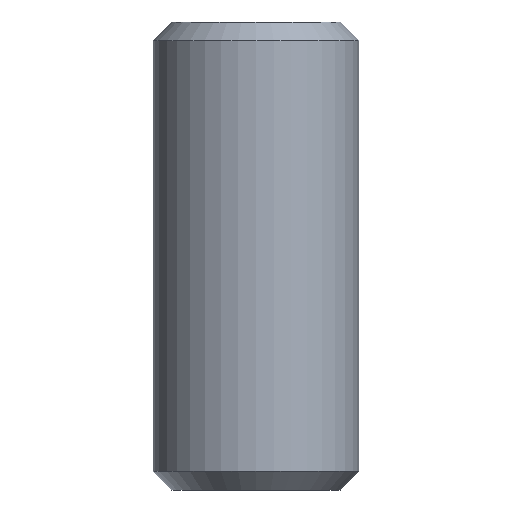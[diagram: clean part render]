
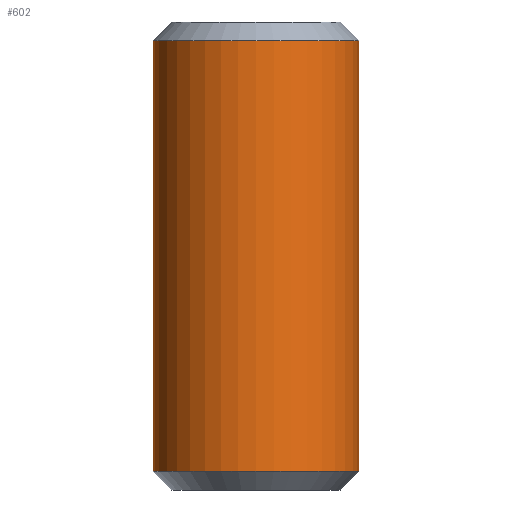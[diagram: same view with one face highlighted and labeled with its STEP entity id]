
A CAD part, front view. The second image highlights one B-rep face of the part: STEP entity #602.
In plain terms, the highlighted cylindrical face has radius 5.5 mm (diameter 11 mm), a full revolution.
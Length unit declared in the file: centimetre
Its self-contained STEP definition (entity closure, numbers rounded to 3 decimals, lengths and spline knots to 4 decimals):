
#392=CIRCLE('',#623,0.55);
#393=CIRCLE('',#624,0.55);
#403=VERTEX_POINT('',#804);
#405=VERTEX_POINT('',#875);
#406=VERTEX_POINT('',#878);
#407=VERTEX_POINT('',#880);
#429=B_SPLINE_CURVE_WITH_KNOTS('',3,(#770,#771,#772,#773,#774,#775,#776,
#777,#778,#779,#780,#781,#782,#783,#784,#785,#786,#787,#788,#789,#790,#791,
#792,#793,#794,#795,#796,#797,#798,#799,#800,#801,#802,#803),
 .UNSPECIFIED.,.T.,.U.,(4,2,2,2,2,2,2,2,2,2,2,2,2,2,2,2,4),(0.,0.0568,
0.1136,0.1704,0.2273,0.2841,
0.3409,0.3977,0.4545,0.5113,
0.5682,0.625,0.6818,0.7386,
0.7954,0.8522,0.909),.UNSPECIFIED.);
#431=B_SPLINE_CURVE_WITH_KNOTS('',3,(#841,#842,#843,#844,#845,#846,#847,
#848,#849,#850,#851,#852,#853,#854,#855,#856,#857,#858,#859,#860,#861,#862,
#863,#864,#865,#866,#867,#868,#869,#870,#871,#872,#873,#874),
 .UNSPECIFIED.,.T.,.U.,(4,2,2,2,2,2,2,2,2,2,2,2,2,2,2,2,4),(0.,0.0568,
0.1136,0.1704,0.2273,0.2841,
0.3409,0.3977,0.4545,0.5113,
0.5682,0.625,0.6818,0.7386,
0.7954,0.8522,0.909),.UNSPECIFIED.);
#433=EDGE_CURVE('',#403,#403,#429,.T.);
#435=EDGE_CURVE('',#405,#405,#431,.T.);
#436=EDGE_CURVE('',#406,#406,#392,.T.);
#437=EDGE_CURVE('',#407,#407,#393,.T.);
#468=ORIENTED_EDGE('',*,*,#436,.F.);
#469=ORIENTED_EDGE('',*,*,#437,.F.);
#470=ORIENTED_EDGE('',*,*,#435,.T.);
#471=ORIENTED_EDGE('',*,*,#433,.T.);
#532=EDGE_LOOP('',(#468));
#533=EDGE_LOOP('',(#469));
#534=EDGE_LOOP('',(#470));
#535=EDGE_LOOP('',(#471));
#568=FACE_BOUND('',#532,.T.);
#569=FACE_BOUND('',#533,.T.);
#570=FACE_BOUND('',#534,.T.);
#571=FACE_BOUND('',#535,.T.);
#602=ADVANCED_FACE('',(#568,#569,#570,#571),#952,.T.);
#622=AXIS2_PLACEMENT_3D('',#876,#660,#661);
#623=AXIS2_PLACEMENT_3D('',#877,#662,#663);
#624=AXIS2_PLACEMENT_3D('',#879,#664,#665);
#660=DIRECTION('',(0.,0.,1.));
#661=DIRECTION('',(0.55,0.,0.));
#662=DIRECTION('',(0.,0.,-1.));
#663=DIRECTION('',(-0.55,0.,0.));
#664=DIRECTION('',(0.,0.,1.));
#665=DIRECTION('',(-0.55,0.,0.));
#770=CARTESIAN_POINT('',(-0.15,0.5292,0.725));
#771=CARTESIAN_POINT('',(-0.15,0.5292,0.7061));
#772=CARTESIAN_POINT('',(-0.1462,0.5303,0.6859));
#773=CARTESIAN_POINT('',(-0.1309,0.5343,0.649));
#774=CARTESIAN_POINT('',(-0.1193,0.5371,0.6322));
#775=CARTESIAN_POINT('',(-0.0928,0.5423,0.6057));
#776=CARTESIAN_POINT('',(-0.076,0.545,0.5941));
#777=CARTESIAN_POINT('',(-0.0391,0.5489,0.5788));
#778=CARTESIAN_POINT('',(-0.0189,0.55,0.575));
#779=CARTESIAN_POINT('',(0.0189,0.55,0.575));
#780=CARTESIAN_POINT('',(0.0391,0.5489,0.5788));
#781=CARTESIAN_POINT('',(0.076,0.545,0.5941));
#782=CARTESIAN_POINT('',(0.0928,0.5423,0.6057));
#783=CARTESIAN_POINT('',(0.1193,0.5371,0.6322));
#784=CARTESIAN_POINT('',(0.1309,0.5343,0.649));
#785=CARTESIAN_POINT('',(0.1462,0.5303,0.6859));
#786=CARTESIAN_POINT('',(0.15,0.5292,0.7061));
#787=CARTESIAN_POINT('',(0.15,0.5292,0.7439));
#788=CARTESIAN_POINT('',(0.1462,0.5303,0.7641));
#789=CARTESIAN_POINT('',(0.1309,0.5343,0.801));
#790=CARTESIAN_POINT('',(0.1193,0.5371,0.8178));
#791=CARTESIAN_POINT('',(0.0928,0.5423,0.8443));
#792=CARTESIAN_POINT('',(0.076,0.545,0.8559));
#793=CARTESIAN_POINT('',(0.0391,0.5489,0.8712));
#794=CARTESIAN_POINT('',(0.0189,0.55,0.875));
#795=CARTESIAN_POINT('',(-0.0189,0.55,0.875));
#796=CARTESIAN_POINT('',(-0.0391,0.5489,0.8712));
#797=CARTESIAN_POINT('',(-0.076,0.545,0.8559));
#798=CARTESIAN_POINT('',(-0.0928,0.5423,0.8443));
#799=CARTESIAN_POINT('',(-0.1193,0.5371,0.8178));
#800=CARTESIAN_POINT('',(-0.1309,0.5343,0.801));
#801=CARTESIAN_POINT('',(-0.1462,0.5303,0.7641));
#802=CARTESIAN_POINT('',(-0.15,0.5292,0.7439));
#803=CARTESIAN_POINT('',(-0.15,0.5292,0.725));
#804=CARTESIAN_POINT('',(-0.15,0.5292,0.725));
#841=CARTESIAN_POINT('',(-0.15,0.5292,-0.725));
#842=CARTESIAN_POINT('',(-0.15,0.5292,-0.7439));
#843=CARTESIAN_POINT('',(-0.1462,0.5303,-0.7641));
#844=CARTESIAN_POINT('',(-0.1309,0.5343,-0.801));
#845=CARTESIAN_POINT('',(-0.1193,0.5371,-0.8178));
#846=CARTESIAN_POINT('',(-0.0928,0.5423,-0.8443));
#847=CARTESIAN_POINT('',(-0.076,0.545,-0.8559));
#848=CARTESIAN_POINT('',(-0.0391,0.5489,-0.8712));
#849=CARTESIAN_POINT('',(-0.0189,0.55,-0.875));
#850=CARTESIAN_POINT('',(0.0189,0.55,-0.875));
#851=CARTESIAN_POINT('',(0.0391,0.5489,-0.8712));
#852=CARTESIAN_POINT('',(0.076,0.545,-0.8559));
#853=CARTESIAN_POINT('',(0.0928,0.5423,-0.8443));
#854=CARTESIAN_POINT('',(0.1193,0.5371,-0.8178));
#855=CARTESIAN_POINT('',(0.1309,0.5343,-0.801));
#856=CARTESIAN_POINT('',(0.1462,0.5303,-0.7641));
#857=CARTESIAN_POINT('',(0.15,0.5292,-0.7439));
#858=CARTESIAN_POINT('',(0.15,0.5292,-0.7061));
#859=CARTESIAN_POINT('',(0.1462,0.5303,-0.6859));
#860=CARTESIAN_POINT('',(0.1309,0.5343,-0.649));
#861=CARTESIAN_POINT('',(0.1193,0.5371,-0.6322));
#862=CARTESIAN_POINT('',(0.0928,0.5423,-0.6057));
#863=CARTESIAN_POINT('',(0.076,0.545,-0.5941));
#864=CARTESIAN_POINT('',(0.0391,0.5489,-0.5788));
#865=CARTESIAN_POINT('',(0.0189,0.55,-0.575));
#866=CARTESIAN_POINT('',(-0.0189,0.55,-0.575));
#867=CARTESIAN_POINT('',(-0.0391,0.5489,-0.5788));
#868=CARTESIAN_POINT('',(-0.076,0.545,-0.5941));
#869=CARTESIAN_POINT('',(-0.0928,0.5423,-0.6057));
#870=CARTESIAN_POINT('',(-0.1193,0.5371,-0.6322));
#871=CARTESIAN_POINT('',(-0.1309,0.5343,-0.649));
#872=CARTESIAN_POINT('',(-0.1462,0.5303,-0.6859));
#873=CARTESIAN_POINT('',(-0.15,0.5292,-0.7061));
#874=CARTESIAN_POINT('',(-0.15,0.5292,-0.725));
#875=CARTESIAN_POINT('',(-0.15,0.5292,-0.725));
#876=CARTESIAN_POINT('',(0.,0.,-1.25));
#877=CARTESIAN_POINT('',(0.,0.,-1.15));
#878=CARTESIAN_POINT('',(0.55,0.,-1.15));
#879=CARTESIAN_POINT('',(0.,0.,1.15));
#880=CARTESIAN_POINT('',(0.55,0.,1.15));
#952=CYLINDRICAL_SURFACE('',#622,0.55);
